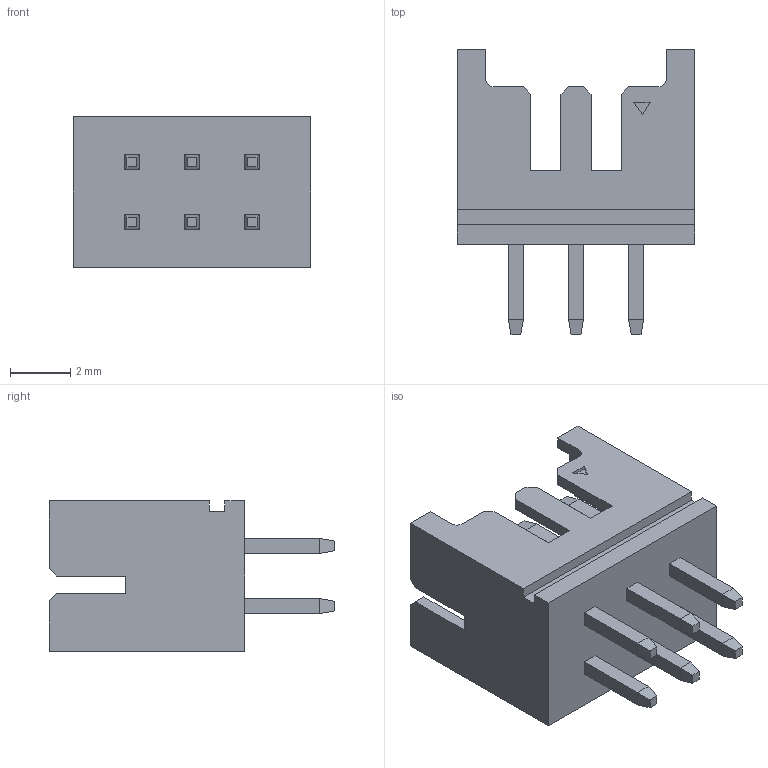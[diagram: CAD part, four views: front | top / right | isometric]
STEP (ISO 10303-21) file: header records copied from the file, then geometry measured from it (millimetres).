
FILE_DESCRIPTION (( 'STEP AP214' ), '1' );
FILE_NAME ('b6b-phdss.STEP', '2019-10-23T13:47:28', ( '' ), ( '' ), 'SwSTEP 2.0', 'SolidWorks 2018', '' );
FILE_SCHEMA (( 'AUTOMOTIVE_DESIGN' ));
Length unit declared in the file: millimetre
Products named in the file (1): b6b-phdss
Bounding box: 7.9 x 9.5 x 5 mm (x, y, z)
Volume: 73 mm3; surface area: 435.5 mm2
Topology: 1 solids, 1 shells, 174 faces, 429 edges, 270 vertices
Faces by surface type: plane 170, cylinder 4
Entity records: 5715 total; most frequent: CARTESIAN_POINT 874, ORIENTED_EDGE 858, DIRECTION 787, EDGE_CURVE 429, LINE 421, VECTOR 421, VERTEX_POINT 270, EDGE_LOOP 187
